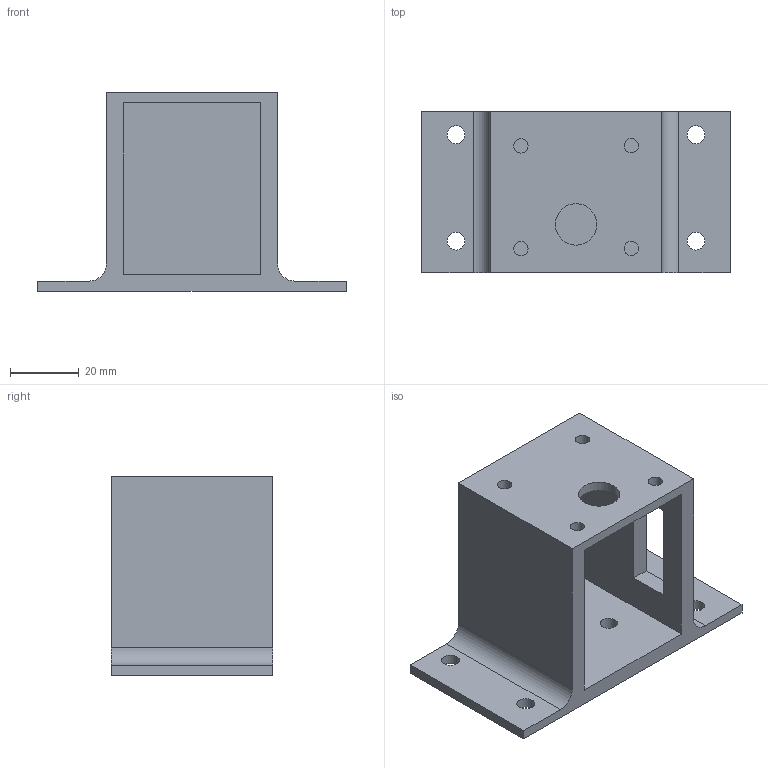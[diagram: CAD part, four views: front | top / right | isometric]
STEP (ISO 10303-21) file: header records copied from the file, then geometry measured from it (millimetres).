
FILE_DESCRIPTION(/* description */ (''),/* implementation_level */ '2;1');
FILE_NAME(/* name */ 'Prototype_final_support_roues v7.step',/* time_stamp */ '2025-06-16T07:33:02+02:00',/* author */ (''),/* organization */ (''),/* preprocessor_version */ 'ST-DEVELOPER v20.1',/* originating_system */ 'Autodesk Translation Framework v14.10.0.0',/* authorisation */ '');
FILE_SCHEMA (('AUTOMOTIVE_DESIGN { 1 0 10303 214 3 1 1 }'));
Length unit declared in the file: millimetre
Products named in the file (1): Prototype_final_support_roues
Bounding box: 90 x 47 x 58 mm (x, y, z)
Volume: 55681.9 mm3; surface area: 27068 mm2
Topology: 1 solids, 1 shells, 32 faces, 87 edges, 58 vertices
Faces by surface type: plane 19, cylinder 13
Full cylindrical faces by diameter (mm): 4.2 x4, 5 x2, 5.2 x4, 12.1 x1
Entity records: 1105 total; most frequent: DIRECTION 179, CARTESIAN_POINT 178, ORIENTED_EDGE 174, EDGE_CURVE 87, LINE 61, VECTOR 61, AXIS2_PLACEMENT_3D 59, VERTEX_POINT 58
